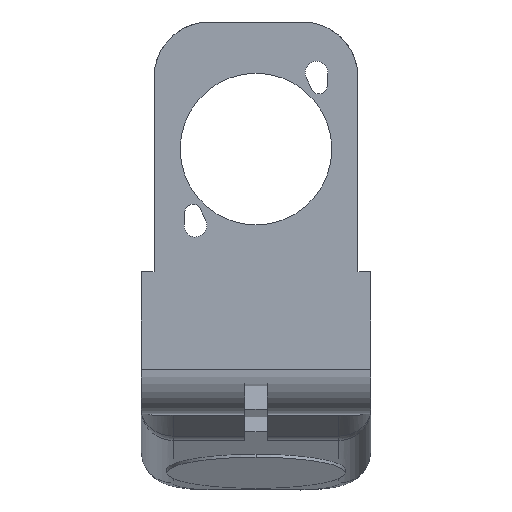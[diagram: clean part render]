
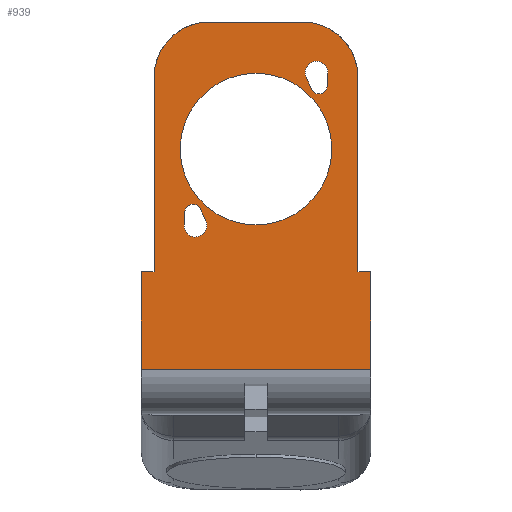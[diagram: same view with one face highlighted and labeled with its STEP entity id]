
A CAD part, front view. The second image highlights one B-rep face of the part: STEP entity #939.
In plain terms, the highlighted planar face has unit normal (0, -1, 0).
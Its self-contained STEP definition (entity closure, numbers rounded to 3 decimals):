
#216=CARTESIAN_POINT('',(0.,0.,0.));
#217=DIRECTION('',(0.,-1.,0.));
#218=DIRECTION('',(1.,0.,0.));
#219=AXIS2_PLACEMENT_3D('',#216,#217,#218);
#221=CARTESIAN_POINT('',(0.,0.,0.));
#222=DIRECTION('',(0.,-1.,0.));
#223=DIRECTION('',(-1.,0.,0.));
#224=AXIS2_PLACEMENT_3D('',#221,#222,#223);
#226=DIRECTION('',(0.997,0.,-0.072));
#227=VECTOR('',#226,2.067);
#228=CARTESIAN_POINT('',(9.809,0.,-11.147));
#229=LINE('',#228,#227);
#230=CARTESIAN_POINT('',(12.,0.,-9.5));
#231=DIRECTION('',(0.,-1.,0.));
#232=DIRECTION('',(-0.072,0.,-0.997));
#233=AXIS2_PLACEMENT_3D('',#230,#231,#232);
#235=DIRECTION('',(-0.901,0.,-0.433));
#236=VECTOR('',#235,2.067);
#237=CARTESIAN_POINT('',(11.22,0.,-7.878));
#238=LINE('',#237,#236);
#239=CARTESIAN_POINT('',(9.899,0.,-9.9));
#240=DIRECTION('',(0.,-1.,0.));
#241=DIRECTION('',(-0.433,0.,0.901));
#242=AXIS2_PLACEMENT_3D('',#239,#240,#241);
#244=CARTESIAN_POINT('',(-9.899,0.,9.9));
#245=DIRECTION('',(0.,-1.,0.));
#246=DIRECTION('',(0.433,0.,-0.901));
#247=AXIS2_PLACEMENT_3D('',#244,#245,#246);
#249=DIRECTION('',(-0.997,0.,0.072));
#250=VECTOR('',#249,2.067);
#251=CARTESIAN_POINT('',(-9.809,0.,11.147));
#252=LINE('',#251,#250);
#253=CARTESIAN_POINT('',(-12.,0.,9.5));
#254=DIRECTION('',(0.,-1.,0.));
#255=DIRECTION('',(0.072,0.,0.997));
#256=AXIS2_PLACEMENT_3D('',#253,#254,#255);
#258=DIRECTION('',(0.901,0.,0.433));
#259=VECTOR('',#258,2.067);
#260=CARTESIAN_POINT('',(-11.22,0.,7.878));
#261=LINE('',#260,#259);
#262=DIRECTION('',(0.,0.,1.));
#263=VECTOR('',#262,36.);
#264=CARTESIAN_POINT('',(-34.55,0.,-18.));
#265=LINE('',#264,#263);
#266=CARTESIAN_POINT('',(11.25,0.,7.3));
#267=DIRECTION('',(0.,1.,0.));
#268=DIRECTION('',(0.,0.,1.));
#269=AXIS2_PLACEMENT_3D('',#266,#267,#268);
#271=DIRECTION('',(0.,0.,-1.));
#272=VECTOR('',#271,14.6);
#273=CARTESIAN_POINT('',(19.95,0.,7.3));
#274=LINE('',#273,#272);
#275=CARTESIAN_POINT('',(11.25,0.,-7.3));
#276=DIRECTION('',(0.,1.,0.));
#277=DIRECTION('',(1.,0.,0.));
#278=AXIS2_PLACEMENT_3D('',#275,#276,#277);
#542=DIRECTION('',(1.,0.,0.));
#543=VECTOR('',#542,30.5);
#544=CARTESIAN_POINT('',(-19.25,0.,-16.));
#545=LINE('',#544,#543);
#558=DIRECTION('',(0.,0.,1.));
#559=VECTOR('',#558,2.);
#560=CARTESIAN_POINT('',(-19.25,0.,-18.));
#561=LINE('',#560,#559);
#562=DIRECTION('',(0.,0.,1.));
#563=VECTOR('',#562,2.);
#564=CARTESIAN_POINT('',(-19.25,0.,16.));
#565=LINE('',#564,#563);
#640=DIRECTION('',(-1.,0.,0.));
#641=VECTOR('',#640,30.5);
#642=CARTESIAN_POINT('',(11.25,0.,16.));
#643=LINE('',#642,#641);
#681=DIRECTION('',(1.,0.,0.));
#682=VECTOR('',#681,15.3);
#683=CARTESIAN_POINT('',(-34.55,0.,18.));
#684=LINE('',#683,#682);
#722=DIRECTION('',(1.,0.,0.));
#723=VECTOR('',#722,15.3);
#724=CARTESIAN_POINT('',(-34.55,0.,-18.));
#725=LINE('',#724,#723);
#750=CARTESIAN_POINT('',(11.9,0.,0.));
#751=CARTESIAN_POINT('',(-11.9,0.,0.));
#752=VERTEX_POINT('',#750);
#753=VERTEX_POINT('',#751);
#754=CARTESIAN_POINT('',(9.809,0.,-11.147));
#755=CARTESIAN_POINT('',(11.871,0.,-11.295));
#756=VERTEX_POINT('',#754);
#757=VERTEX_POINT('',#755);
#758=CARTESIAN_POINT('',(11.22,0.,-7.878));
#759=VERTEX_POINT('',#758);
#760=CARTESIAN_POINT('',(9.357,0.,-8.773));
#761=VERTEX_POINT('',#760);
#762=CARTESIAN_POINT('',(-9.357,0.,8.773));
#763=CARTESIAN_POINT('',(-9.809,0.,11.147));
#764=VERTEX_POINT('',#762);
#765=VERTEX_POINT('',#763);
#766=CARTESIAN_POINT('',(-11.871,0.,11.295));
#767=VERTEX_POINT('',#766);
#768=CARTESIAN_POINT('',(-11.22,0.,7.878));
#769=VERTEX_POINT('',#768);
#816=CARTESIAN_POINT('',(19.95,0.,7.3));
#817=CARTESIAN_POINT('',(19.95,0.,-7.3));
#818=VERTEX_POINT('',#816);
#819=VERTEX_POINT('',#817);
#820=CARTESIAN_POINT('',(11.25,0.,-16.));
#821=VERTEX_POINT('',#820);
#822=CARTESIAN_POINT('',(11.25,0.,16.));
#823=VERTEX_POINT('',#822);
#834=CARTESIAN_POINT('',(-19.25,0.,-18.));
#836=VERTEX_POINT('',#834);
#842=CARTESIAN_POINT('',(-19.25,0.,18.));
#844=VERTEX_POINT('',#842);
#862=CARTESIAN_POINT('',(-19.25,0.,-16.));
#863=VERTEX_POINT('',#862);
#864=CARTESIAN_POINT('',(-19.25,0.,16.));
#865=VERTEX_POINT('',#864);
#878=CARTESIAN_POINT('',(-34.55,0.,-18.));
#879=VERTEX_POINT('',#878);
#880=CARTESIAN_POINT('',(-34.55,0.,18.));
#881=VERTEX_POINT('',#880);
#886=CARTESIAN_POINT('',(0.,0.,0.));
#887=DIRECTION('',(0.,1.,0.));
#888=DIRECTION('',(1.,0.,0.));
#889=AXIS2_PLACEMENT_3D('',#886,#887,#888);
#890=PLANE('',#889);
#892=ORIENTED_EDGE('',*,*,#891,.F.);
#894=ORIENTED_EDGE('',*,*,#893,.F.);
#896=ORIENTED_EDGE('',*,*,#895,.F.);
#898=ORIENTED_EDGE('',*,*,#897,.T.);
#900=ORIENTED_EDGE('',*,*,#899,.T.);
#902=ORIENTED_EDGE('',*,*,#901,.F.);
#904=ORIENTED_EDGE('',*,*,#903,.F.);
#906=ORIENTED_EDGE('',*,*,#905,.T.);
#908=ORIENTED_EDGE('',*,*,#907,.T.);
#910=ORIENTED_EDGE('',*,*,#909,.T.);
#911=EDGE_LOOP('',(#892,#894,#896,#898,#900,#902,#904,#906,#908,#910));
#912=FACE_OUTER_BOUND('',#911,.F.);
#914=ORIENTED_EDGE('',*,*,#913,.T.);
#916=ORIENTED_EDGE('',*,*,#915,.T.);
#918=ORIENTED_EDGE('',*,*,#917,.T.);
#920=ORIENTED_EDGE('',*,*,#919,.T.);
#921=EDGE_LOOP('',(#914,#916,#918,#920));
#922=FACE_BOUND('',#921,.F.);
#924=ORIENTED_EDGE('',*,*,#923,.T.);
#926=ORIENTED_EDGE('',*,*,#925,.T.);
#928=ORIENTED_EDGE('',*,*,#927,.T.);
#930=ORIENTED_EDGE('',*,*,#929,.T.);
#931=EDGE_LOOP('',(#924,#926,#928,#930));
#932=FACE_BOUND('',#931,.F.);
#934=ORIENTED_EDGE('',*,*,#933,.T.);
#936=ORIENTED_EDGE('',*,*,#935,.T.);
#937=EDGE_LOOP('',(#934,#936));
#938=FACE_BOUND('',#937,.F.);
#220=CIRCLE('',#219,11.9);
#225=CIRCLE('',#224,11.9);
#234=CIRCLE('',#233,1.8);
#243=CIRCLE('',#242,1.25);
#248=CIRCLE('',#247,1.25);
#257=CIRCLE('',#256,1.8);
#270=CIRCLE('',#269,8.7);
#279=CIRCLE('',#278,8.7);
#891=EDGE_CURVE('',#863,#821,#545,.T.);
#893=EDGE_CURVE('',#836,#863,#561,.T.);
#895=EDGE_CURVE('',#879,#836,#725,.T.);
#897=EDGE_CURVE('',#879,#881,#265,.T.);
#899=EDGE_CURVE('',#881,#844,#684,.T.);
#901=EDGE_CURVE('',#865,#844,#565,.T.);
#903=EDGE_CURVE('',#823,#865,#643,.T.);
#905=EDGE_CURVE('',#823,#818,#270,.T.);
#907=EDGE_CURVE('',#818,#819,#274,.T.);
#909=EDGE_CURVE('',#819,#821,#279,.T.);
#913=EDGE_CURVE('',#756,#757,#229,.T.);
#915=EDGE_CURVE('',#757,#759,#234,.T.);
#917=EDGE_CURVE('',#759,#761,#238,.T.);
#919=EDGE_CURVE('',#761,#756,#243,.T.);
#923=EDGE_CURVE('',#764,#765,#248,.T.);
#925=EDGE_CURVE('',#765,#767,#252,.T.);
#927=EDGE_CURVE('',#767,#769,#257,.T.);
#929=EDGE_CURVE('',#769,#764,#261,.T.);
#933=EDGE_CURVE('',#752,#753,#220,.T.);
#935=EDGE_CURVE('',#753,#752,#225,.T.);
#939=ADVANCED_FACE('',(#912,#922,#932,#938),#890,.F.);
